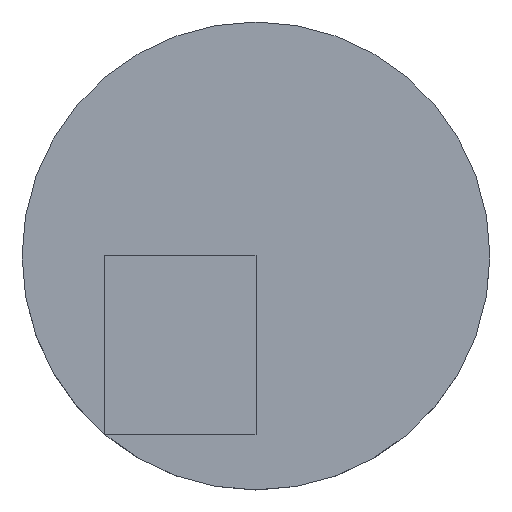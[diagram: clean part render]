
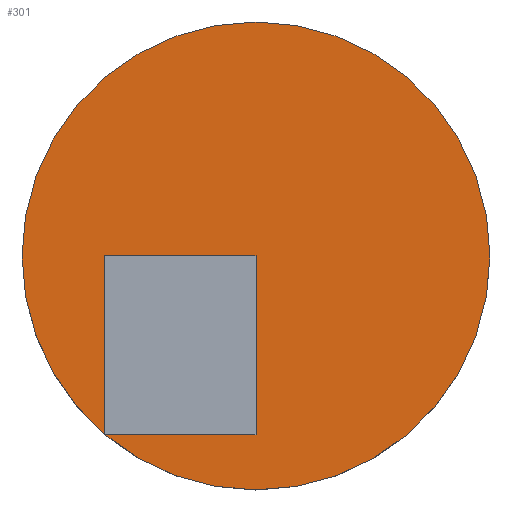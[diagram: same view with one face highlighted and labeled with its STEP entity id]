
A CAD part, top view. The second image highlights one B-rep face of the part: STEP entity #301.
In plain terms, the highlighted planar face has unit normal (0, 0, 1).
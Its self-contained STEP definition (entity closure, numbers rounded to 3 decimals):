
#6 = CARTESIAN_POINT ( 'NONE',  ( 0., 0., 10. ) ) ;
#8 = DIRECTION ( 'NONE',  ( 1., 0., 0. ) ) ;
#15 = EDGE_CURVE ( 'NONE', #169, #86, #17, .T. ) ;
#16 = ORIENTED_EDGE ( 'NONE', *, *, #106, .F. ) ;
#17 = LINE ( 'NONE', #187, #166 ) ;
#30 = PLANE ( 'NONE',  #137 ) ;
#32 = CARTESIAN_POINT ( 'NONE',  ( -33.169, 0., 10. ) ) ;
#38 = DIRECTION ( 'NONE',  ( 1., 0., 0. ) ) ;
#41 = VECTOR ( 'NONE', #139, 1000. ) ;
#47 = CIRCLE ( 'NONE', #238, 51.372 ) ;
#61 = CARTESIAN_POINT ( 'NONE',  ( 0., 0., 10. ) ) ;
#62 = EDGE_CURVE ( 'NONE', #298, #169, #158, .T. ) ;
#64 = VERTEX_POINT ( 'NONE', #68 ) ;
#68 = CARTESIAN_POINT ( 'NONE',  ( -51.372, 0., 10. ) ) ;
#74 = CIRCLE ( 'NONE', #279, 51.372 ) ;
#79 = AXIS2_PLACEMENT_3D ( 'NONE', #244, #143, #8 ) ;
#86 = VERTEX_POINT ( 'NONE', #120 ) ;
#89 = ORIENTED_EDGE ( 'NONE', *, *, #114, .T. ) ;
#106 = EDGE_CURVE ( 'NONE', #86, #117, #208, .T. ) ;
#114 = EDGE_CURVE ( 'NONE', #116, #64, #74, .T. ) ;
#116 = VERTEX_POINT ( 'NONE', #300 ) ;
#117 = VERTEX_POINT ( 'NONE', #145 ) ;
#118 = VECTOR ( 'NONE', #183, 1000. ) ;
#120 = CARTESIAN_POINT ( 'NONE',  ( 0., -39.228, 10. ) ) ;
#123 = DIRECTION ( 'NONE',  ( 0., 0., 1. ) ) ;
#124 = LINE ( 'NONE', #193, #133 ) ;
#133 = VECTOR ( 'NONE', #222, 1000. ) ;
#137 = AXIS2_PLACEMENT_3D ( 'NONE', #61, #176, #38 ) ;
#139 = DIRECTION ( 'NONE',  ( 0., -1., 0. ) ) ;
#140 = DIRECTION ( 'NONE',  ( 1., 0., 0. ) ) ;
#143 = DIRECTION ( 'NONE',  ( 0., 0., 1. ) ) ;
#145 = CARTESIAN_POINT ( 'NONE',  ( 0., 0., 10. ) ) ;
#156 = EDGE_CURVE ( 'NONE', #117, #298, #124, .T. ) ;
#158 = LINE ( 'NONE', #189, #41 ) ;
#161 = CARTESIAN_POINT ( 'NONE',  ( 0., 0., 10. ) ) ;
#166 = VECTOR ( 'NONE', #293, 1000. ) ;
#169 = VERTEX_POINT ( 'NONE', #224 ) ;
#174 = EDGE_CURVE ( 'NONE', #169, #116, #47, .T. ) ;
#176 = DIRECTION ( 'NONE',  ( 0., 0., 1. ) ) ;
#183 = DIRECTION ( 'NONE',  ( 0., 1., 0. ) ) ;
#184 = EDGE_CURVE ( 'NONE', #64, #169, #321, .T. ) ;
#187 = CARTESIAN_POINT ( 'NONE',  ( 0., -39.228, 10. ) ) ;
#189 = CARTESIAN_POINT ( 'NONE',  ( -33.169, 0., 10. ) ) ;
#193 = CARTESIAN_POINT ( 'NONE',  ( 0., 0., 10. ) ) ;
#201 = FACE_OUTER_BOUND ( 'NONE', #260, .T. ) ;
#205 = ORIENTED_EDGE ( 'NONE', *, *, #174, .T. ) ;
#208 = LINE ( 'NONE', #319, #118 ) ;
#216 = DIRECTION ( 'NONE',  ( 1., 0., 0. ) ) ;
#222 = DIRECTION ( 'NONE',  ( -1., 0., 0. ) ) ;
#224 = CARTESIAN_POINT ( 'NONE',  ( -33.169, -39.228, 10. ) ) ;
#231 = ORIENTED_EDGE ( 'NONE', *, *, #15, .F. ) ;
#238 = AXIS2_PLACEMENT_3D ( 'NONE', #6, #123, #140 ) ;
#244 = CARTESIAN_POINT ( 'NONE',  ( 0., 0., 10. ) ) ;
#260 = EDGE_LOOP ( 'NONE', ( #16, #231, #205, #89, #264, #322, #265 ) ) ;
#264 = ORIENTED_EDGE ( 'NONE', *, *, #184, .T. ) ;
#265 = ORIENTED_EDGE ( 'NONE', *, *, #156, .F. ) ;
#278 = DIRECTION ( 'NONE',  ( 0., 0., 1. ) ) ;
#279 = AXIS2_PLACEMENT_3D ( 'NONE', #161, #278, #216 ) ;
#293 = DIRECTION ( 'NONE',  ( 1., 0., 0. ) ) ;
#298 = VERTEX_POINT ( 'NONE', #32 ) ;
#300 = CARTESIAN_POINT ( 'NONE',  ( 51.372, 0., 10. ) ) ;
#301 = ADVANCED_FACE ( 'NONE', ( #201 ), #30, .T. ) ;
#319 = CARTESIAN_POINT ( 'NONE',  ( 0., 0., 10. ) ) ;
#321 = CIRCLE ( 'NONE', #79, 51.372 ) ;
#322 = ORIENTED_EDGE ( 'NONE', *, *, #62, .F. ) ;
